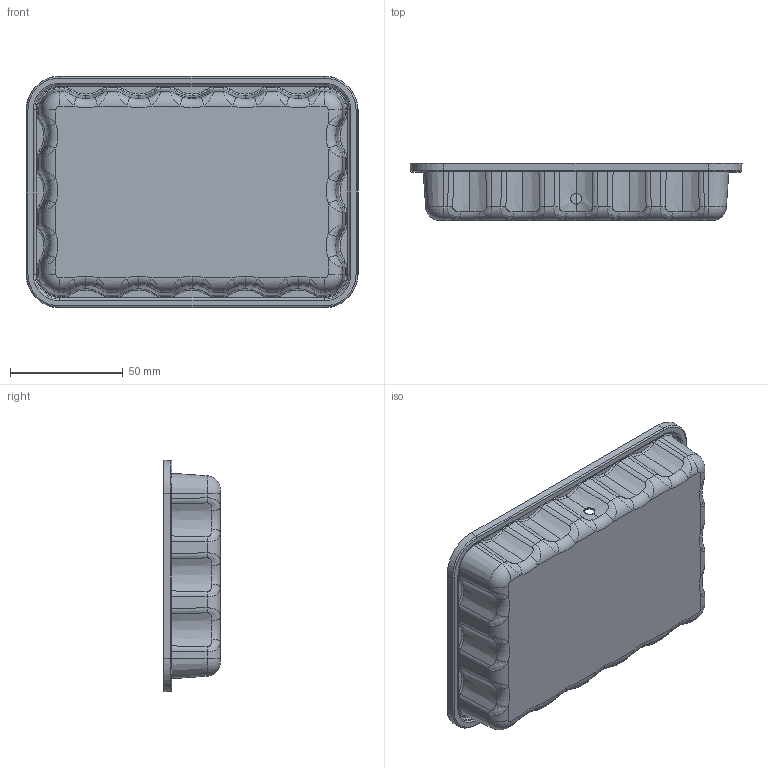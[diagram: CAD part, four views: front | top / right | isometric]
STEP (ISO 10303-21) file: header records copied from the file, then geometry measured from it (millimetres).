
FILE_DESCRIPTION (( 'STEP AP203' ), '1' );
FILE_NAME ('1020_OEM_BTM.STEP', '2008-10-27T23:55:14', ( ' ' ), ( ' ' ), 'SwSTEP 2.0', 'SolidWorks 2007', '' );
FILE_SCHEMA (( 'CONFIG_CONTROL_DESIGN' ));
Length unit declared in the file: inch
Products named in the file (1): 1020_OEM_BTM
Bounding box: 147.14 x 25.15 x 102.69 mm (x, y, z)
Volume: 39823.4 mm3; surface area: 50289.8 mm2
Topology: 1 solids, 1 shells, 521 faces, 1222 edges, 704 vertices
Faces by surface type: bspline 194, torus 112, cylinder 98, cone 64, plane 53
Entity records: 23167 total; most frequent: CARTESIAN_POINT 12382, ORIENTED_EDGE 2444, DIRECTION 2062, EDGE_CURVE 1222, AXIS2_PLACEMENT_3D 910, VERTEX_POINT 704, CIRCLE 582, EDGE_LOOP 524
